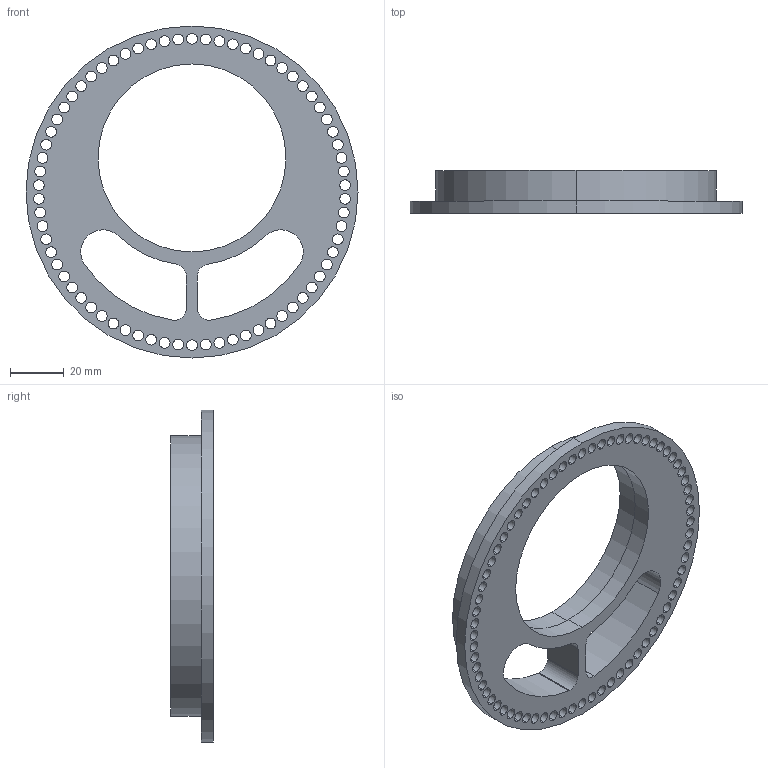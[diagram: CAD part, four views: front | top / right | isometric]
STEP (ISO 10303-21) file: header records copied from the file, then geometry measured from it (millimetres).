
FILE_DESCRIPTION (( 'STEP AP214' ), '1' );
FILE_NAME ('EN-10003-BA-Drive Side Puck (DSP).STEP', '2022-12-01T19:34:44', ( '' ), ( '' ), 'SwSTEP 2.0', 'SolidWorks 2022', '' );
FILE_SCHEMA (( 'AUTOMOTIVE_DESIGN' ));
Length unit declared in the file: inch
Products named in the file (1): EN-10003-BA-Drive Side Puck (DSP)
Bounding box: 123.83 x 15.95 x 123.83 mm (x, y, z)
Volume: 60283.5 mm3; surface area: 28149.9 mm2
Topology: 1 solids, 1 shells, 308 faces, 772 edges, 468 vertices
Faces by surface type: cylinder 162, cone 140, plane 6
Entity records: 13200 total; most frequent: DIRECTION 1854, CARTESIAN_POINT 1549, ORIENTED_EDGE 1544, AXIS2_PLACEMENT_3D 773, EDGE_CURVE 772, VERTEX_POINT 468, CIRCLE 464, EDGE_LOOP 456
